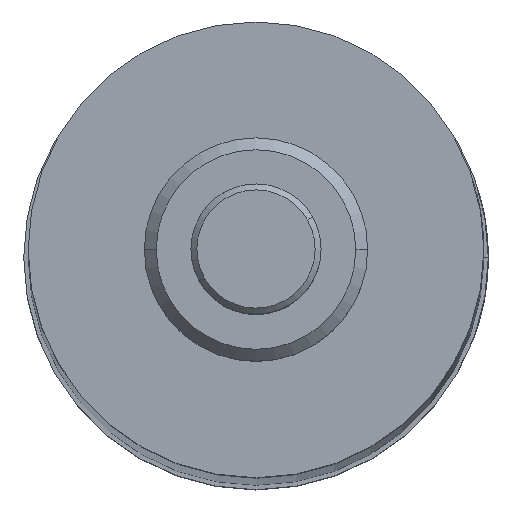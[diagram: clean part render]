
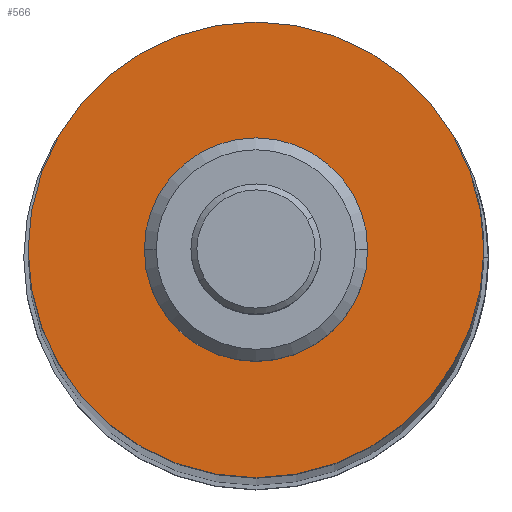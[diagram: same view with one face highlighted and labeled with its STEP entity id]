
A CAD part, top view. The second image highlights one B-rep face of the part: STEP entity #566.
In plain terms, the highlighted planar face has unit normal (0, 0, 1).
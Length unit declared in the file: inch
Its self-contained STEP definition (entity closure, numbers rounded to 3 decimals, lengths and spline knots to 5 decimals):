
#128 = ORIENTED_EDGE ( 'NONE', *, *, #2441, .F. ) ;
#167 = CIRCLE ( 'NONE', #1182, 0.373 ) ;
#195 = CARTESIAN_POINT ( 'NONE',  ( 0., 0., -0.88 ) ) ;
#209 = EDGE_CURVE ( 'NONE', #436, #1260, #1645, .T. ) ;
#227 = AXIS2_PLACEMENT_3D ( 'NONE', #1493, #1694, #479 ) ;
#400 = DIRECTION ( 'NONE',  ( 1., 0., 0. ) ) ;
#436 = VERTEX_POINT ( 'NONE', #1340 ) ;
#441 = ORIENTED_EDGE ( 'NONE', *, *, #994, .F. ) ;
#468 = CARTESIAN_POINT ( 'NONE',  ( 0., 0., -0.88 ) ) ;
#479 = DIRECTION ( 'NONE',  ( -1., 0., 0. ) ) ;
#566 = ADVANCED_FACE ( 'NONE', ( #2020, #955 ), #1885, .F. ) ;
#608 = EDGE_LOOP ( 'NONE', ( #2262, #1430 ) ) ;
#674 = DIRECTION ( 'NONE',  ( 1., 0., 0. ) ) ;
#706 = DIRECTION ( 'NONE',  ( 0., 0., 1. ) ) ;
#851 = CIRCLE ( 'NONE', #1468, 0.765 ) ;
#872 = VERTEX_POINT ( 'NONE', #1482 ) ;
#955 = FACE_OUTER_BOUND ( 'NONE', #608, .T. ) ;
#975 = CARTESIAN_POINT ( 'NONE',  ( 0., 0., -0.88 ) ) ;
#994 = EDGE_CURVE ( 'NONE', #2348, #872, #2310, .T. ) ;
#1173 = DIRECTION ( 'NONE',  ( 1., 0., 0. ) ) ;
#1182 = AXIS2_PLACEMENT_3D ( 'NONE', #975, #2393, #1173 ) ;
#1260 = VERTEX_POINT ( 'NONE', #2186 ) ;
#1340 = CARTESIAN_POINT ( 'NONE',  ( -0.765, 0., -0.88 ) ) ;
#1430 = ORIENTED_EDGE ( 'NONE', *, *, #209, .T. ) ;
#1468 = AXIS2_PLACEMENT_3D ( 'NONE', #195, #1618, #400 ) ;
#1482 = CARTESIAN_POINT ( 'NONE',  ( 0.373, 0., -0.88 ) ) ;
#1493 = CARTESIAN_POINT ( 'NONE',  ( 0., 0.373, -0.88 ) ) ;
#1618 = DIRECTION ( 'NONE',  ( 0., 0., 1. ) ) ;
#1645 = CIRCLE ( 'NONE', #1689, 0.765 ) ;
#1689 = AXIS2_PLACEMENT_3D ( 'NONE', #468, #1882, #674 ) ;
#1694 = DIRECTION ( 'NONE',  ( 0., 0., -1. ) ) ;
#1842 = EDGE_CURVE ( 'NONE', #1260, #436, #851, .T. ) ;
#1882 = DIRECTION ( 'NONE',  ( 0., 0., 1. ) ) ;
#1885 = PLANE ( 'NONE',  #227 ) ;
#1913 = CARTESIAN_POINT ( 'NONE',  ( 0., 0., -0.88 ) ) ;
#2020 = FACE_BOUND ( 'NONE', #2461, .T. ) ;
#2119 = DIRECTION ( 'NONE',  ( 1., 0., 0. ) ) ;
#2138 = CARTESIAN_POINT ( 'NONE',  ( -0.373, 0., -0.88 ) ) ;
#2186 = CARTESIAN_POINT ( 'NONE',  ( 0.765, 0., -0.88 ) ) ;
#2262 = ORIENTED_EDGE ( 'NONE', *, *, #1842, .T. ) ;
#2310 = CIRCLE ( 'NONE', #2625, 0.373 ) ;
#2348 = VERTEX_POINT ( 'NONE', #2138 ) ;
#2393 = DIRECTION ( 'NONE',  ( 0., 0., 1. ) ) ;
#2441 = EDGE_CURVE ( 'NONE', #872, #2348, #167, .T. ) ;
#2461 = EDGE_LOOP ( 'NONE', ( #128, #441 ) ) ;
#2625 = AXIS2_PLACEMENT_3D ( 'NONE', #1913, #706, #2119 ) ;
